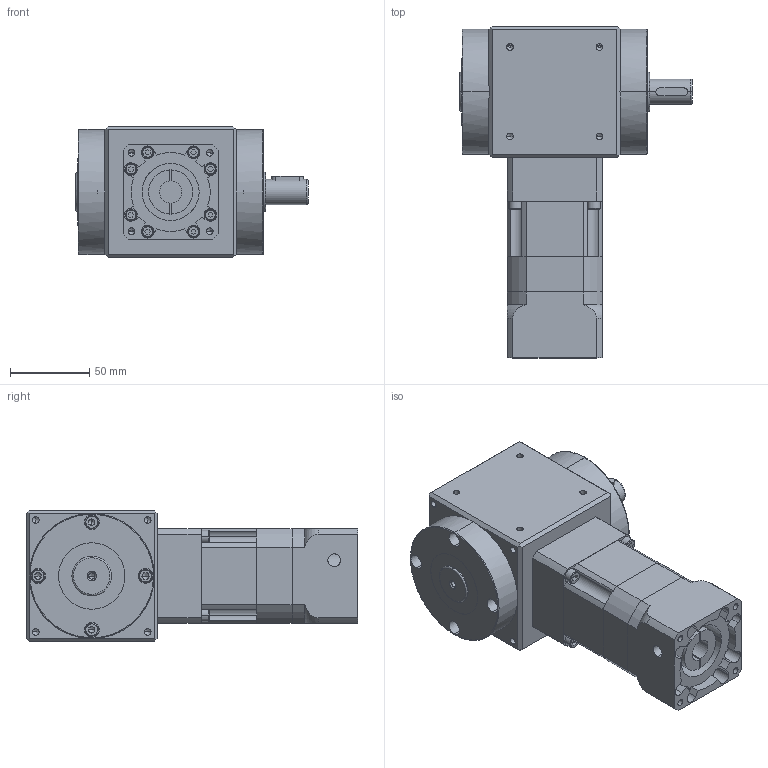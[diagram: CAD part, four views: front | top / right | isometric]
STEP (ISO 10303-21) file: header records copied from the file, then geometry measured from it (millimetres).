
FILE_DESCRIPTION (( 'STEP AP214' ), '1' );
FILE_NAME ('RAM060-L2-XX-S-14-50-70-M5_2019.STEP', '2019-04-09T02:29:58', ( 'Y' ), ( 'NCU' ), 'SwSTEP 2.0', 'SolidWorks 2016', '' );
FILE_SCHEMA (( 'AUTOMOTIVE_DESIGN' ));
Length unit declared in the file: millimetre
Products named in the file (1): RAM060-L2-XX-S-14-50-70-M5_2019
Bounding box: 147 x 209.7 x 83 mm (x, y, z)
Volume: 1128196.9 mm3; surface area: 134888.3 mm2
Topology: 6 solids, 15 shells, 697 faces, 1704 edges, 1061 vertices
Faces by surface type: plane 325, cylinder 240, cone 102, bspline 24, torus 6
Entity records: 22362 total; most frequent: CARTESIAN_POINT 4537, DIRECTION 3530, ORIENTED_EDGE 3284, EDGE_CURVE 1642, AXIS2_PLACEMENT_3D 1310, VERTEX_POINT 1061, LINE 910, VECTOR 910
